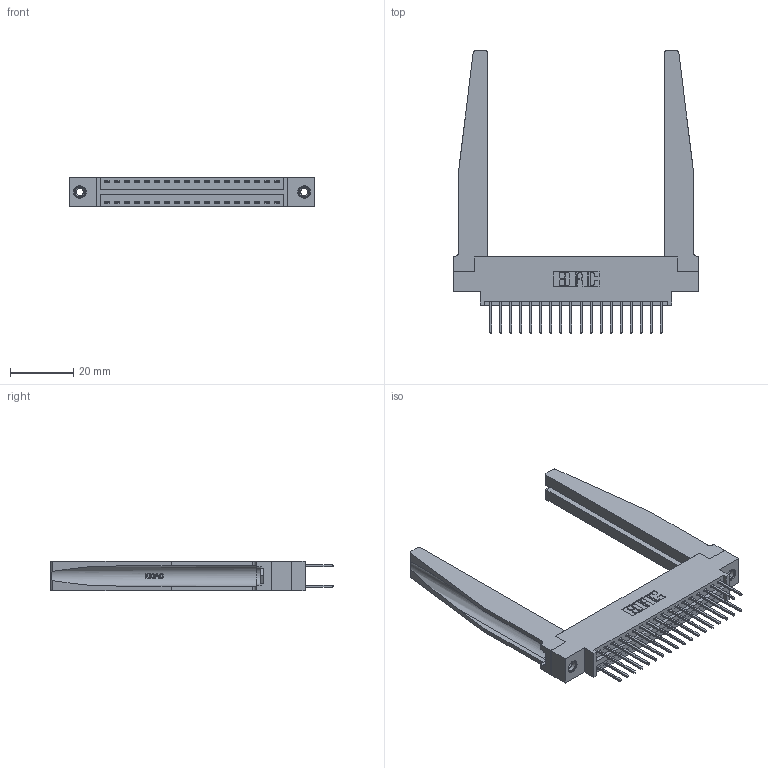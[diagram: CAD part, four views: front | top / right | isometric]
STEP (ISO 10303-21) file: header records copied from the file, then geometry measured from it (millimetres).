
FILE_DESCRIPTION (( 'STEP AP203' ), '1' );
FILE_NAME ('396-036-526-878.STEP', '2019-11-01T20:44:22', ( '' ), ( '' ), 'SwSTEP 2.0', 'SolidWorks 2016', '' );
FILE_SCHEMA (( 'CONFIG_CONTROL_DESIGN' ));
Length unit declared in the file: inch
Products named in the file (5): 346 Part_0.170 Offset - 0.156 Dia-TH; 345-292-001_345-293-126; 346-220-078_345-220-078; 345-250-001_345-250-001-102; 396-036-526-878
Assembly tree (41 placements, depth 2):
  396-036-526-878
    346 Part_0.170 Offset - 0.156 Dia-TH
    345-292-001_345-293-126  x36
    346-220-078_345-220-078  x2
    345-250-001_345-250-001-102  x2
Bounding box: 77.72 x 89.41 x 9.4 mm (x, y, z)
Volume: 14205.9 mm3; surface area: 16634.5 mm2
Topology: 41 solids, 41 shells, 2232 faces, 6529 edges, 4294 vertices
Faces by surface type: plane 1482, cylinder 698, bspline 36, cone 12, torus 4
Entity records: 19876 total; most frequent: CARTESIAN_POINT 4247, ORIENTED_EDGE 3070, DIRECTION 2781, EDGE_CURVE 1535, VECTOR 1237, LINE 1237, VERTEX_POINT 1016, AXIS2_PLACEMENT_3D 772
